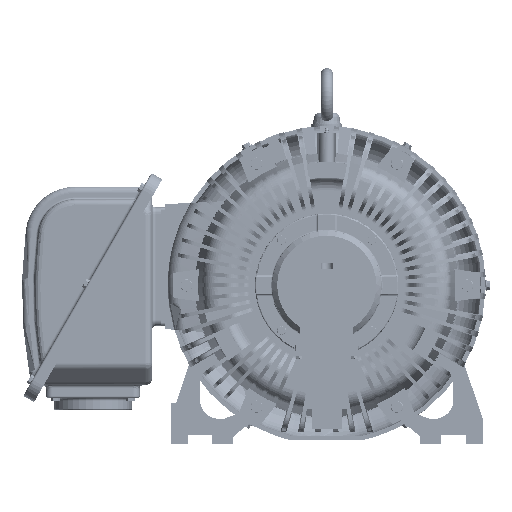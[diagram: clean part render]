
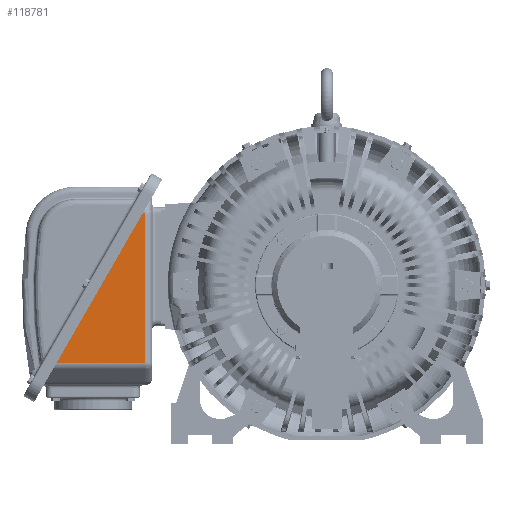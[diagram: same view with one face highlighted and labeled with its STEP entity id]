
A CAD part, left-side view. The second image highlights one B-rep face of the part: STEP entity #118781.
In plain terms, the highlighted planar face has unit normal (-1, 0, 0).
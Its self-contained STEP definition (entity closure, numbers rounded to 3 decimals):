
#115636=CARTESIAN_POINT('Vertex',(94.,308.009,101.928)) ;
#115639=CARTESIAN_POINT('Line Origine',(94.,303.164,110.345)) ;
#115643=CARTESIAN_POINT('Vertex',(94.,298.319,118.761)) ;
#116013=CARTESIAN_POINT('Vertex',(94.,437.939,-123.787)) ;
#116016=CARTESIAN_POINT('Line Origine',(94.,435.335,-119.263)) ;
#116020=CARTESIAN_POINT('Vertex',(94.,432.731,-114.738)) ;
#116880=CARTESIAN_POINT('Vertex',(94.,291.,-123.787)) ;
#116904=CARTESIAN_POINT('Vertex',(94.,291.,112.226)) ;
#116907=CARTESIAN_POINT('Line Origine',(94.,291.,-8.464)) ;
#117347=CARTESIAN_POINT('Line Origine',(94.,375.45,-123.787)) ;
#117438=CARTESIAN_POINT('Vertex',(94.,291.354,114.74)) ;
#117442=CARTESIAN_POINT('Control Point',(94.,291.354,114.74)) ;
#117443=CARTESIAN_POINT('Control Point',(94.,291.291,114.524)) ;
#117444=CARTESIAN_POINT('Control Point',(94.,291.234,114.305)) ;
#117445=CARTESIAN_POINT('Control Point',(94.,291.184,114.082)) ;
#117446=CARTESIAN_POINT('Control Point',(94.,291.091,113.582)) ;
#117447=CARTESIAN_POINT('Control Point',(94.,291.032,113.072)) ;
#117448=CARTESIAN_POINT('Control Point',(94.,291.011,112.791)) ;
#117449=CARTESIAN_POINT('Control Point',(94.,291.,112.509)) ;
#117450=CARTESIAN_POINT('Control Point',(94.,291.,112.226)) ;
#118326=CARTESIAN_POINT('Line Origine',(94.,378.339,-16.241)) ;
#118330=CARTESIAN_POINT('Vertex',(94.,380.072,-15.243)) ;
#118332=CARTESIAN_POINT('Vertex',(94.,376.606,-17.238)) ;
#118372=CARTESIAN_POINT('Vertex',(94.,436.197,-112.743)) ;
#118375=CARTESIAN_POINT('Line Origine',(94.,408.135,-63.993)) ;
#118400=CARTESIAN_POINT('Vertex',(94.,364.134,4.428)) ;
#118403=CARTESIAN_POINT('Line Origine',(94.,365.867,5.426)) ;
#118407=CARTESIAN_POINT('Vertex',(94.,367.6,6.424)) ;
#118428=CARTESIAN_POINT('Vertex',(94.,311.475,103.924)) ;
#118436=CARTESIAN_POINT('Line Origine',(94.,339.538,55.174)) ;
#118579=CARTESIAN_POINT('Line Origine',(94.,434.464,-113.741)) ;
#118721=CARTESIAN_POINT('Line Origine',(94.,325.217,134.29)) ;
#118739=CARTESIAN_POINT('Line Origine',(94.,309.742,102.926)) ;
#118756=CARTESIAN_POINT('Axis2P3D Location',(94.,280.,30.)) ;
#118761=CARTESIAN_POINT('Line Origine',(94.,370.37,-6.405)) ;
#115640=DIRECTION('Vector Direction',(0.,-0.499,0.867)) ;
#116017=DIRECTION('Vector Direction',(0.,0.499,-0.867)) ;
#116908=DIRECTION('Vector Direction',(0.,0.,1.)) ;
#117348=DIRECTION('Vector Direction',(0.,1.,0.)) ;
#118327=DIRECTION('Vector Direction',(0.,-0.867,-0.499)) ;
#118376=DIRECTION('Vector Direction',(0.,0.499,-0.867)) ;
#118404=DIRECTION('Vector Direction',(0.,-0.867,-0.499)) ;
#118437=DIRECTION('Vector Direction',(0.,0.499,-0.867)) ;
#118580=DIRECTION('Vector Direction',(0.,-0.867,-0.499)) ;
#118722=DIRECTION('Vector Direction',(0.,-0.866,-0.5)) ;
#118740=DIRECTION('Vector Direction',(0.,-0.867,-0.499)) ;
#118757=DIRECTION('Axis2P3D Direction',(1.,0.,0.)) ;
#118758=DIRECTION('Axis2P3D XDirection',(0.,1.,0.)) ;
#118762=DIRECTION('Vector Direction',(0.,0.499,-0.867)) ;
#118759=AXIS2_PLACEMENT_3D('Plane Axis2P3D',#118756,#118757,#118758) ;
#118767=ORIENTED_EDGE('',*,*,#115645,.T.) ;
#118768=ORIENTED_EDGE('',*,*,#118743,.F.) ;
#118769=ORIENTED_EDGE('',*,*,#118440,.T.) ;
#118770=ORIENTED_EDGE('',*,*,#118409,.T.) ;
#118771=ORIENTED_EDGE('',*,*,#118765,.T.) ;
#118772=ORIENTED_EDGE('',*,*,#118334,.F.) ;
#118773=ORIENTED_EDGE('',*,*,#118379,.T.) ;
#118774=ORIENTED_EDGE('',*,*,#118583,.T.) ;
#118775=ORIENTED_EDGE('',*,*,#116022,.T.) ;
#118776=ORIENTED_EDGE('',*,*,#117351,.F.) ;
#118777=ORIENTED_EDGE('',*,*,#116911,.F.) ;
#118778=ORIENTED_EDGE('',*,*,#117451,.F.) ;
#118779=ORIENTED_EDGE('',*,*,#118725,.T.) ;
#115641=VECTOR('Line Direction',#115640,1.) ;
#116018=VECTOR('Line Direction',#116017,1.) ;
#116909=VECTOR('Line Direction',#116908,1.) ;
#117349=VECTOR('Line Direction',#117348,1.) ;
#118328=VECTOR('Line Direction',#118327,1.) ;
#118377=VECTOR('Line Direction',#118376,1.) ;
#118405=VECTOR('Line Direction',#118404,1.) ;
#118438=VECTOR('Line Direction',#118437,1.) ;
#118581=VECTOR('Line Direction',#118580,1.) ;
#118723=VECTOR('Line Direction',#118722,1.) ;
#118741=VECTOR('Line Direction',#118740,1.) ;
#118763=VECTOR('Line Direction',#118762,1.) ;
#118781=ADVANCED_FACE('31600B0740009.1\\31602B034.1',(#118780),#118760,.F.) ;
#117441=B_SPLINE_CURVE_WITH_KNOTS('',5,(#117442,#117443,#117444,#117445,#117446,#117447,#117448,#117449,#117450),.UNSPECIFIED.,.F.,.U.,(6,3,6),(53.848,57.065,60.958),.UNSPECIFIED.) ;
#115645=EDGE_CURVE('',#115644,#115637,#115642,.F.) ;
#116022=EDGE_CURVE('',#116021,#116014,#116019,.T.) ;
#116911=EDGE_CURVE('',#116905,#116881,#116910,.F.) ;
#117351=EDGE_CURVE('',#116881,#116014,#117350,.T.) ;
#117451=EDGE_CURVE('',#117439,#116905,#117441,.T.) ;
#118334=EDGE_CURVE('',#118331,#118333,#118329,.T.) ;
#118379=EDGE_CURVE('',#118331,#118373,#118378,.T.) ;
#118409=EDGE_CURVE('',#118408,#118401,#118406,.T.) ;
#118440=EDGE_CURVE('',#118429,#118408,#118439,.T.) ;
#118583=EDGE_CURVE('',#118373,#116021,#118582,.T.) ;
#118725=EDGE_CURVE('',#117439,#115644,#118724,.F.) ;
#118743=EDGE_CURVE('',#118429,#115637,#118742,.T.) ;
#118765=EDGE_CURVE('',#118401,#118333,#118764,.T.) ;
#118766=EDGE_LOOP('',(#118767,#118768,#118769,#118770,#118771,#118772,#118773,#118774,#118775,#118776,#118777,#118778,#118779)) ;
#118780=FACE_OUTER_BOUND('',#118766,.T.) ;
#115642=LINE('Line',#115639,#115641) ;
#116019=LINE('Line',#116016,#116018) ;
#116910=LINE('Line',#116907,#116909) ;
#117350=LINE('Line',#117347,#117349) ;
#118329=LINE('Line',#118326,#118328) ;
#118378=LINE('Line',#118375,#118377) ;
#118406=LINE('Line',#118403,#118405) ;
#118439=LINE('Line',#118436,#118438) ;
#118582=LINE('Line',#118579,#118581) ;
#118724=LINE('Line',#118721,#118723) ;
#118742=LINE('Line',#118739,#118741) ;
#118764=LINE('Line',#118761,#118763) ;
#118760=PLANE('Plane',#118759) ;
#115637=VERTEX_POINT('',#115636) ;
#115644=VERTEX_POINT('',#115643) ;
#116014=VERTEX_POINT('',#116013) ;
#116021=VERTEX_POINT('',#116020) ;
#116881=VERTEX_POINT('',#116880) ;
#116905=VERTEX_POINT('',#116904) ;
#117439=VERTEX_POINT('',#117438) ;
#118331=VERTEX_POINT('',#118330) ;
#118333=VERTEX_POINT('',#118332) ;
#118373=VERTEX_POINT('',#118372) ;
#118401=VERTEX_POINT('',#118400) ;
#118408=VERTEX_POINT('',#118407) ;
#118429=VERTEX_POINT('',#118428) ;
